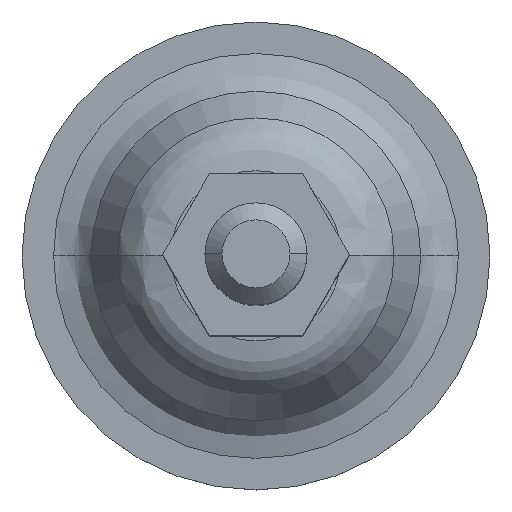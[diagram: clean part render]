
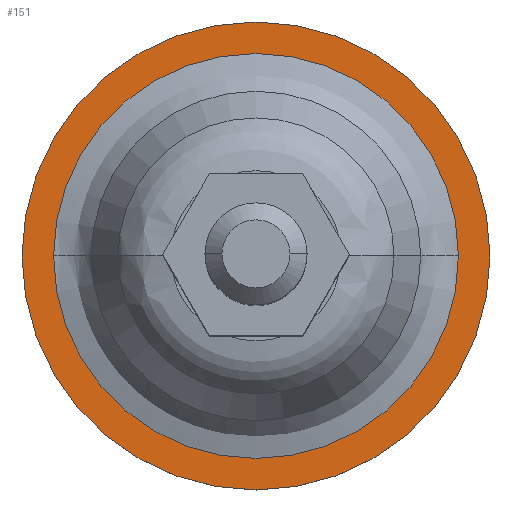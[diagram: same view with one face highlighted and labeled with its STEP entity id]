
A CAD part, top view. The second image highlights one B-rep face of the part: STEP entity #151.
In plain terms, the highlighted planar face has unit normal (0, 0, 1).
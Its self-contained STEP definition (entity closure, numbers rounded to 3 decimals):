
#151=ADVANCED_FACE('',(#268,#269),#267,.T.);
#267=PLANE('',#1232);
#268=FACE_OUTER_BOUND('',#1233,.T.);
#269=FACE_BOUND('',#1234,.T.);
#1229=CARTESIAN_POINT('',(-35.75,-57.158,-20.5));
#1230=DIRECTION('',(0.,0.,1.));
#1231=DIRECTION('',(1.,0.,0.));
#1232=AXIS2_PLACEMENT_3D('',#1229,#1230,#1231);
#1233=EDGE_LOOP('',(#2077,#2078));
#1234=EDGE_LOOP('',(#2079,#2080));
#2077=ORIENTED_EDGE('',*,*,#2517,.F.);
#2078=ORIENTED_EDGE('',*,*,#2518,.F.);
#2079=ORIENTED_EDGE('',*,*,#2519,.T.);
#2080=ORIENTED_EDGE('',*,*,#2520,.T.);
#2517=EDGE_CURVE('',#2785,#2786,#2787,.T.);
#2518=EDGE_CURVE('',#2786,#2785,#2793,.T.);
#2519=EDGE_CURVE('',#2799,#2800,#2801,.T.);
#2520=EDGE_CURVE('',#2800,#2799,#2807,.T.);
#2785=VERTEX_POINT('',#4227);
#2786=VERTEX_POINT('',#4228);
#2787=CIRCLE('',#4232,27.5);
#2793=CIRCLE('',#4236,27.5);
#2799=VERTEX_POINT('',#4237);
#2800=VERTEX_POINT('',#4238);
#2801=CIRCLE('',#4242,23.791);
#2807=CIRCLE('',#4246,23.791);
#4227=CARTESIAN_POINT('',(27.5,0.,-20.5));
#4228=CARTESIAN_POINT('',(-27.5,0.,-20.5));
#4229=CARTESIAN_POINT('',(0.,0.,-20.5));
#4230=DIRECTION('',(0.,0.,-1.));
#4231=DIRECTION('',(-1.,0.,0.));
#4232=AXIS2_PLACEMENT_3D('',#4229,#4230,#4231);
#4233=CARTESIAN_POINT('',(0.,0.,-20.5));
#4234=DIRECTION('',(0.,0.,-1.));
#4235=DIRECTION('',(-1.,0.,0.));
#4236=AXIS2_PLACEMENT_3D('',#4233,#4234,#4235);
#4237=CARTESIAN_POINT('',(-23.791,0.,-20.5));
#4238=CARTESIAN_POINT('',(23.791,0.,-20.5));
#4239=CARTESIAN_POINT('',(0.,0.,-20.5));
#4240=DIRECTION('',(0.,0.,-1.));
#4241=DIRECTION('',(-1.,0.,0.));
#4242=AXIS2_PLACEMENT_3D('',#4239,#4240,#4241);
#4243=CARTESIAN_POINT('',(0.,0.,-20.5));
#4244=DIRECTION('',(0.,0.,-1.));
#4245=DIRECTION('',(-1.,0.,0.));
#4246=AXIS2_PLACEMENT_3D('',#4243,#4244,#4245);
